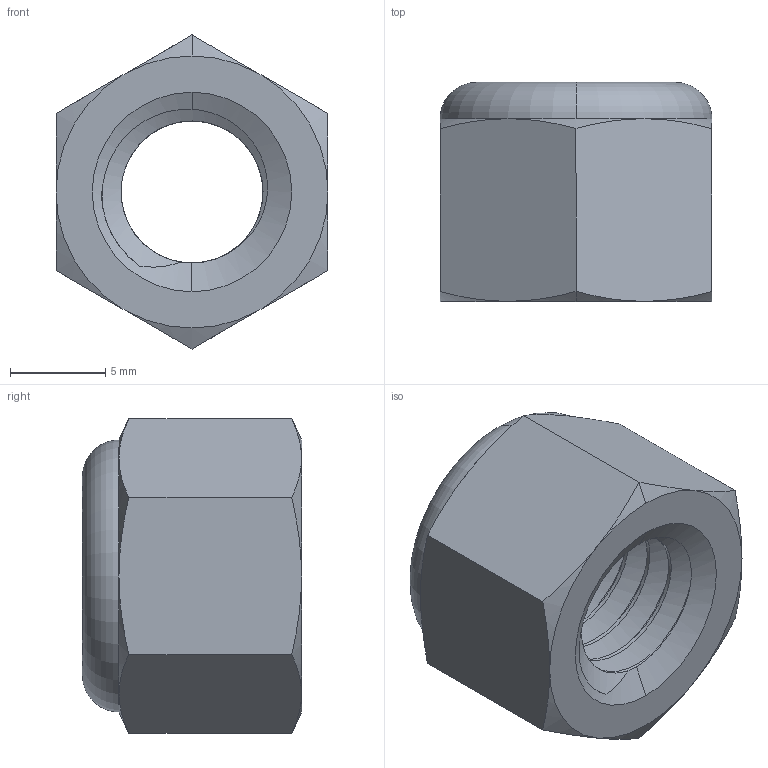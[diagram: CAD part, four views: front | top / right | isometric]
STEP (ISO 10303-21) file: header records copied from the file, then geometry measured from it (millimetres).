
FILE_DESCRIPTION (( 'STEP AP203' ), '1' );
FILE_NAME ('90630A121_High-Strength Steel Nylon-Insert Locknut.STEP', '2023-07-10T13:48:46', ( 'Administrator' ), ( 'Managed by Terraform' ), 'SwSTEP 2.0', 'SolidWorks 2017', '' );
FILE_SCHEMA (( 'CONFIG_CONTROL_DESIGN' ));
Length unit declared in the file: inch
Products named in the file (1): 90630A121_High-Strength Steel Nylon-Insert Locknut
Bounding box: 14.29 x 11.51 x 16.5 mm (x, y, z)
Volume: 1289.8 mm3; surface area: 1666 mm2
Topology: 2 solids, 2 shells, 54 faces, 128 edges, 80 vertices
Faces by surface type: cylinder 17, cone 16, plane 12, torus 6, bspline 3
Entity records: 2980 total; most frequent: CARTESIAN_POINT 1768, ORIENTED_EDGE 256, DIRECTION 216, EDGE_CURVE 128, AXIS2_PLACEMENT_3D 95, VERTEX_POINT 80, EDGE_LOOP 60, ADVANCED_FACE 54
